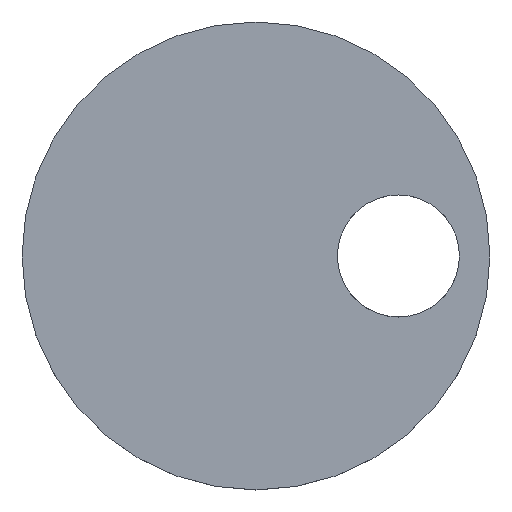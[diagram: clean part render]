
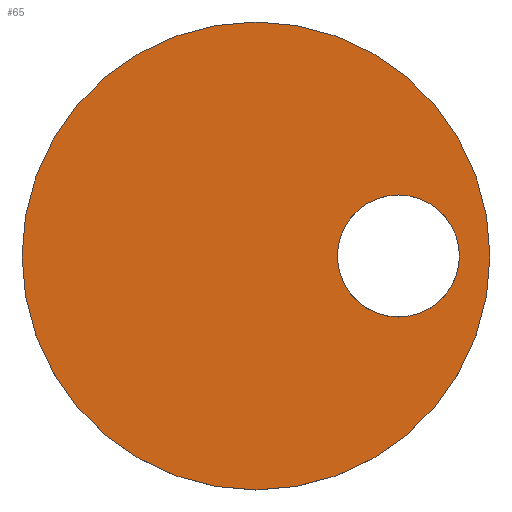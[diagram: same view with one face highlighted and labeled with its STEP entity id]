
A CAD part, top view. The second image highlights one B-rep face of the part: STEP entity #65.
In plain terms, the highlighted planar face has unit normal (0, 0, 1).
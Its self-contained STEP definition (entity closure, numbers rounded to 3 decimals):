
#15 = VERTEX_POINT ( 'NONE', #118 ) ;
#18 = DIRECTION ( 'NONE',  ( 0., 0., 1. ) ) ;
#28 = CARTESIAN_POINT ( 'NONE',  ( 1150., 0., 145. ) ) ;
#29 = AXIS2_PLACEMENT_3D ( 'NONE', #435, #445, #231 ) ;
#42 = PLANE ( 'NONE',  #313 ) ;
#58 = VERTEX_POINT ( 'NONE', #111 ) ;
#65 = ADVANCED_FACE ( 'NONE', ( #218, #346 ), #42, .T. ) ;
#83 = EDGE_CURVE ( 'NONE', #58, #15, #112, .T. ) ;
#95 = DIRECTION ( 'NONE',  ( 0., 0., 1. ) ) ;
#111 = CARTESIAN_POINT ( 'NONE',  ( 400., 0., 145. ) ) ;
#112 = CIRCLE ( 'NONE', #247, 300. ) ;
#115 = DIRECTION ( 'NONE',  ( 0., 0., 1. ) ) ;
#118 = CARTESIAN_POINT ( 'NONE',  ( 1000., 0., 145. ) ) ;
#143 = DIRECTION ( 'NONE',  ( 1., 0., 0. ) ) ;
#147 = EDGE_CURVE ( 'NONE', #229, #154, #235, .T. ) ;
#150 = EDGE_CURVE ( 'NONE', #154, #229, #177, .T. ) ;
#154 = VERTEX_POINT ( 'NONE', #28 ) ;
#160 = ORIENTED_EDGE ( 'NONE', *, *, #150, .T. ) ;
#173 = CARTESIAN_POINT ( 'NONE',  ( 700., 0., 145. ) ) ;
#174 = CIRCLE ( 'NONE', #421, 300. ) ;
#177 = CIRCLE ( 'NONE', #29, 1150. ) ;
#178 = DIRECTION ( 'NONE',  ( 0., 0., 1. ) ) ;
#218 = FACE_BOUND ( 'NONE', #399, .T. ) ;
#223 = ORIENTED_EDGE ( 'NONE', *, *, #83, .F. ) ;
#229 = VERTEX_POINT ( 'NONE', #291 ) ;
#231 = DIRECTION ( 'NONE',  ( 1., 0., 0. ) ) ;
#235 = CIRCLE ( 'NONE', #361, 1150. ) ;
#238 = CARTESIAN_POINT ( 'NONE',  ( 700., 0., 145. ) ) ;
#246 = CARTESIAN_POINT ( 'NONE',  ( 0., 0., 145. ) ) ;
#247 = AXIS2_PLACEMENT_3D ( 'NONE', #173, #18, #366 ) ;
#291 = CARTESIAN_POINT ( 'NONE',  ( -1150., 0., 145. ) ) ;
#292 = ORIENTED_EDGE ( 'NONE', *, *, #444, .F. ) ;
#313 = AXIS2_PLACEMENT_3D ( 'NONE', #246, #115, #385 ) ;
#318 = ORIENTED_EDGE ( 'NONE', *, *, #147, .T. ) ;
#346 = FACE_OUTER_BOUND ( 'NONE', #441, .T. ) ;
#357 = DIRECTION ( 'NONE',  ( 1., 0., 0. ) ) ;
#361 = AXIS2_PLACEMENT_3D ( 'NONE', #393, #95, #357 ) ;
#366 = DIRECTION ( 'NONE',  ( 1., 0., 0. ) ) ;
#385 = DIRECTION ( 'NONE',  ( 1., 0., 0. ) ) ;
#393 = CARTESIAN_POINT ( 'NONE',  ( 0., 0., 145. ) ) ;
#399 = EDGE_LOOP ( 'NONE', ( #292, #223 ) ) ;
#421 = AXIS2_PLACEMENT_3D ( 'NONE', #238, #178, #143 ) ;
#435 = CARTESIAN_POINT ( 'NONE',  ( 0., 0., 145. ) ) ;
#441 = EDGE_LOOP ( 'NONE', ( #318, #160 ) ) ;
#444 = EDGE_CURVE ( 'NONE', #15, #58, #174, .T. ) ;
#445 = DIRECTION ( 'NONE',  ( 0., 0., 1. ) ) ;
